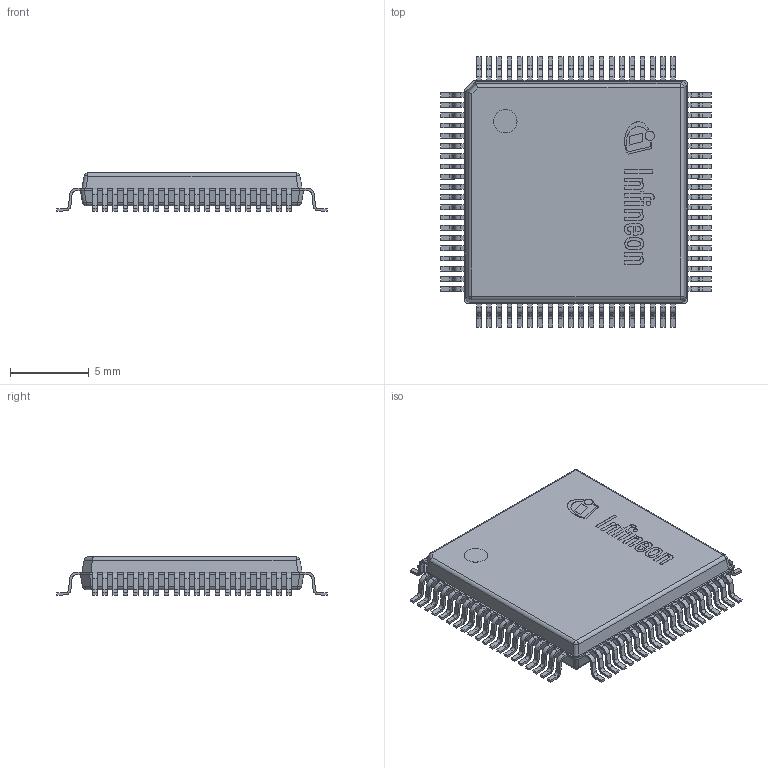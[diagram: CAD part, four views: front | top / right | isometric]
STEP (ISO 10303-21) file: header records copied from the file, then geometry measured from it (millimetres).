
FILE_DESCRIPTION(/* description */ (''),/* implementation_level */ '2;1');
FILE_NAME(/* name */ 'PG-MQFP-80-13_Z8B00004823_V06_3D.stp',/* time_stamp */ '2021-05-13T15:30:18+05:00',/* author */ ('janartha'),/* organization */ (''),/* preprocessor_version */ 'ST-DEVELOPER v16.13',/* originating_system */ 'AutoCAD Mechanical',/* authorisation */ '');
FILE_SCHEMA (('AUTOMOTIVE_DESIGN { 1 0 10303 214 3 1 1 }'));
Length unit declared in the file: millimetre
Products named in the file (1): Product
Bounding box: 17.2 x 17.2 x 2.46 mm (x, y, z)
Volume: 415.9 mm3; surface area: 1486.8 mm2
Topology: 96 solids, 96 shells, 1282 faces, 3241 edges, 2153 vertices
Faces by surface type: plane 913, cylinder 344, bspline 18, sphere 6, torus 1
Full cylindrical faces by diameter (mm): 0.275 x1, 0.572 x1, 1.5 x3
Entity records: 38539 total; most frequent: CARTESIAN_POINT 7137, ORIENTED_EDGE 6470, DIRECTION 6414, EDGE_CURVE 3235, LINE 2514, VECTOR 2514, VERTEX_POINT 2153, AXIS2_PLACEMENT_3D 1950
